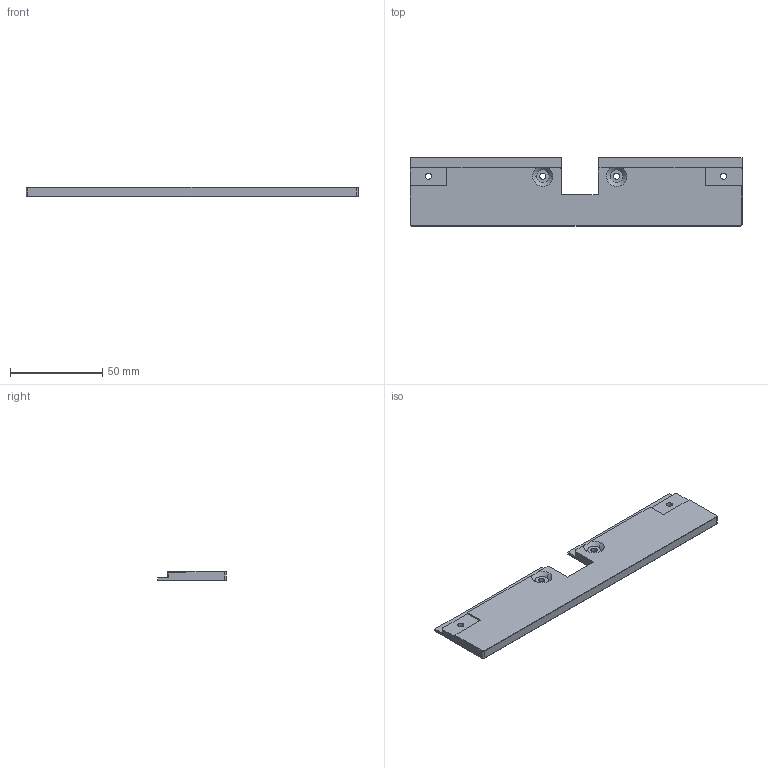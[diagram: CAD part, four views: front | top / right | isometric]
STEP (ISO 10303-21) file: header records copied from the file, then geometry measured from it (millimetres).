
FILE_DESCRIPTION (( 'STEP AP203' ), '1' );
FILE_NAME ('猾眊_綴狟蚾庉啣.STEP', '2024-01-19T13:02:30', ( 'Leo' ), ( '' ), 'SwSTEP 2.0', 'SolidWorks 2022', '' );
FILE_SCHEMA (( 'CONFIG_CONTROL_DESIGN' ));
Length unit declared in the file: millimetre
Products named in the file (1): 封箱_后下装饰板
Bounding box: 180 x 37 x 5 mm (x, y, z)
Volume: 27772.8 mm3; surface area: 14846.6 mm2
Topology: 1 solids, 1 shells, 63 faces, 161 edges, 100 vertices
Faces by surface type: plane 33, cone 16, cylinder 14
Entity records: 2000 total; most frequent: CARTESIAN_POINT 347, DIRECTION 337, ORIENTED_EDGE 322, EDGE_CURVE 161, AXIS2_PLACEMENT_3D 114, VECTOR 109, LINE 109, VERTEX_POINT 100
